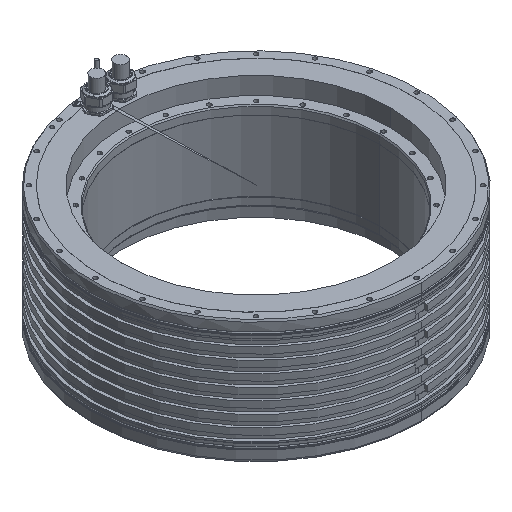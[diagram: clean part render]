
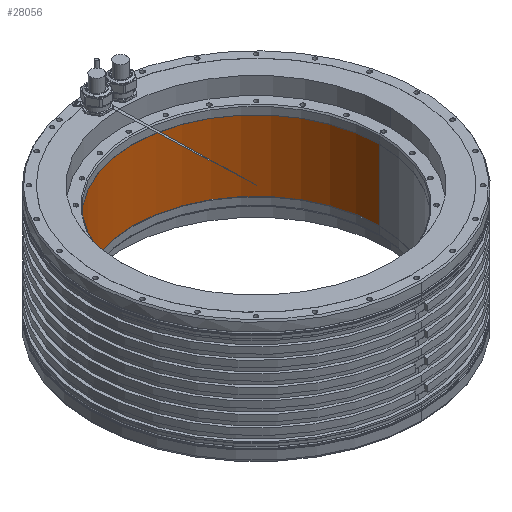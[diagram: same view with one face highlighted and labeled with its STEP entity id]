
A CAD part, isometric view. The second image highlights one B-rep face of the part: STEP entity #28056.
In plain terms, the highlighted cylindrical face has radius 210.4 mm (diameter 420.8 mm), a partial arc.
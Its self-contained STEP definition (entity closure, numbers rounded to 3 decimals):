
#25526=CARTESIAN_POINT('',(0.,0.,-44.9));
#25527=DIRECTION('',(0.,0.,1.));
#25528=DIRECTION('',(1.,0.,0.));
#25529=AXIS2_PLACEMENT_3D('',#25526,#25527,#25528);
#25545=DIRECTION('',(0.,0.,-1.));
#25546=VECTOR('',#25545,120.2);
#25547=CARTESIAN_POINT('',(-210.4,0.,-44.9));
#25548=LINE('',#25547,#25546);
#25549=DIRECTION('',(0.,0.,-1.));
#25550=VECTOR('',#25549,120.2);
#25551=CARTESIAN_POINT('',(210.4,0.,-44.9));
#25552=LINE('',#25551,#25550);
#25553=CARTESIAN_POINT('',(0.,0.,-165.1));
#25554=DIRECTION('',(0.,0.,-1.));
#25555=DIRECTION('',(-1.,0.,0.));
#25556=AXIS2_PLACEMENT_3D('',#25553,#25554,#25555);
#27129=CARTESIAN_POINT('',(-210.4,0.,-44.9));
#27130=VERTEX_POINT('',#27129);
#27131=CARTESIAN_POINT('',(210.4,0.,-44.9));
#27132=VERTEX_POINT('',#27131);
#27133=CARTESIAN_POINT('',(-210.4,0.,-165.1));
#27134=VERTEX_POINT('',#27133);
#27135=CARTESIAN_POINT('',(210.4,0.,-165.1));
#27136=VERTEX_POINT('',#27135);
#28044=CARTESIAN_POINT('',(0.,0.,-188.05));
#28045=DIRECTION('',(0.,0.,1.));
#28046=DIRECTION('',(1.,0.,0.));
#28047=AXIS2_PLACEMENT_3D('',#28044,#28045,#28046);
#28048=CYLINDRICAL_SURFACE('',#28047,210.4);
#28049=ORIENTED_EDGE('',*,*,#28027,.F.);
#28050=ORIENTED_EDGE('',*,*,#27990,.F.);
#28051=ORIENTED_EDGE('',*,*,#28031,.T.);
#28053=ORIENTED_EDGE('',*,*,#28052,.F.);
#28054=EDGE_LOOP('',(#28049,#28050,#28051,#28053));
#28055=FACE_OUTER_BOUND('',#28054,.F.);
#28056=ADVANCED_FACE('',(#28055),#28048,.F.);
#25530=CIRCLE('',#25529,210.4);
#25557=CIRCLE('',#25556,210.4);
#27990=EDGE_CURVE('',#27132,#27130,#25530,.T.);
#28027=EDGE_CURVE('',#27130,#27134,#25548,.T.);
#28031=EDGE_CURVE('',#27132,#27136,#25552,.T.);
#28052=EDGE_CURVE('',#27134,#27136,#25557,.T.);
